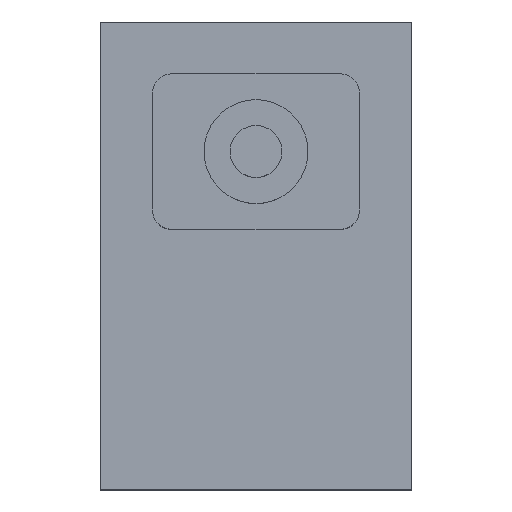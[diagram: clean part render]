
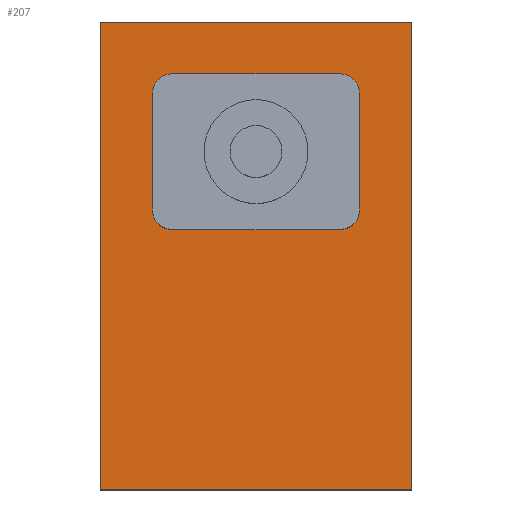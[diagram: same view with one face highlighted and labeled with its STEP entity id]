
A CAD part, top view. The second image highlights one B-rep face of the part: STEP entity #207.
In plain terms, the highlighted planar face has unit normal (0, 0, 1).
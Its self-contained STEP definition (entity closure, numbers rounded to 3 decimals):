
#16 = VERTEX_POINT ( 'NONE', #47 ) ;
#36 = EDGE_CURVE ( 'NONE', #16, #612, #366, .T. ) ;
#47 = CARTESIAN_POINT ( 'NONE',  ( -25., 38., 15. ) ) ;
#53 = ORIENTED_EDGE ( 'NONE', *, *, #318, .F. ) ;
#61 = DIRECTION ( 'NONE',  ( 1., 0., 0. ) ) ;
#75 = LINE ( 'NONE', #746, #316 ) ;
#78 = CARTESIAN_POINT ( 'NONE',  ( -7., 25., 15. ) ) ;
#80 = DIRECTION ( 'NONE',  ( 0., 0., -1. ) ) ;
#97 = ORIENTED_EDGE ( 'NONE', *, *, #920, .T. ) ;
#107 = ORIENTED_EDGE ( 'NONE', *, *, #312, .T. ) ;
#110 = DIRECTION ( 'NONE',  ( 0., -1., 0. ) ) ;
#118 = AXIS2_PLACEMENT_3D ( 'NONE', #828, #80, #840 ) ;
#128 = VERTEX_POINT ( 'NONE', #78 ) ;
#162 = AXIS2_PLACEMENT_3D ( 'NONE', #286, #733, #804 ) ;
#172 = VERTEX_POINT ( 'NONE', #817 ) ;
#199 = VECTOR ( 'NONE', #444, 1000. ) ;
#202 = AXIS2_PLACEMENT_3D ( 'NONE', #579, #947, #206 ) ;
#205 = LINE ( 'NONE', #937, #787 ) ;
#206 = DIRECTION ( 'NONE',  ( 1., 0., 0. ) ) ;
#207 = ADVANCED_FACE ( 'NONE', ( #288, #588 ), #890, .T. ) ;
#229 = EDGE_LOOP ( 'NONE', ( #254, #751, #417, #341 ) ) ;
#233 = ORIENTED_EDGE ( 'NONE', *, *, #803, .F. ) ;
#235 = LINE ( 'NONE', #543, #199 ) ;
#237 = ORIENTED_EDGE ( 'NONE', *, *, #678, .F. ) ;
#254 = ORIENTED_EDGE ( 'NONE', *, *, #398, .T. ) ;
#280 = EDGE_CURVE ( 'NONE', #397, #904, #235, .T. ) ;
#286 = CARTESIAN_POINT ( 'NONE',  ( -7., 27., 15. ) ) ;
#288 = FACE_BOUND ( 'NONE', #830, .T. ) ;
#295 = CARTESIAN_POINT ( 'NONE',  ( -7., 40., 15. ) ) ;
#312 = EDGE_CURVE ( 'NONE', #615, #172, #902, .T. ) ;
#316 = VECTOR ( 'NONE', #467, 1000. ) ;
#318 = EDGE_CURVE ( 'NONE', #615, #128, #75, .T. ) ;
#341 = ORIENTED_EDGE ( 'NONE', *, *, #519, .T. ) ;
#346 = DIRECTION ( 'NONE',  ( 0., 1., 0. ) ) ;
#351 = LINE ( 'NONE', #581, #528 ) ;
#356 = DIRECTION ( 'NONE',  ( -1., 0., 0. ) ) ;
#362 = CARTESIAN_POINT ( 'NONE',  ( 0., 0., 15. ) ) ;
#366 = CIRCLE ( 'NONE', #946, 2. ) ;
#371 = CARTESIAN_POINT ( 'NONE',  ( 0., 0., 15. ) ) ;
#380 = VERTEX_POINT ( 'NONE', #295 ) ;
#397 = VERTEX_POINT ( 'NONE', #863 ) ;
#398 = EDGE_CURVE ( 'NONE', #541, #397, #934, .T. ) ;
#417 = ORIENTED_EDGE ( 'NONE', *, *, #956, .T. ) ;
#425 = CARTESIAN_POINT ( 'NONE',  ( -30., 45., 15. ) ) ;
#444 = DIRECTION ( 'NONE',  ( 1., 0., 0. ) ) ;
#446 = CARTESIAN_POINT ( 'NONE',  ( 0., 45., 15. ) ) ;
#458 = ORIENTED_EDGE ( 'NONE', *, *, #36, .T. ) ;
#463 = CIRCLE ( 'NONE', #202, 2. ) ;
#467 = DIRECTION ( 'NONE',  ( 1., 0., 0. ) ) ;
#468 = VERTEX_POINT ( 'NONE', #631 ) ;
#500 = CARTESIAN_POINT ( 'NONE',  ( -30., 45., 15. ) ) ;
#514 = DIRECTION ( 'NONE',  ( 0., 0., -1. ) ) ;
#519 = EDGE_CURVE ( 'NONE', #468, #541, #954, .T. ) ;
#520 = DIRECTION ( 'NONE',  ( 0., 0., 1. ) ) ;
#528 = VECTOR ( 'NONE', #812, 1000. ) ;
#535 = VERTEX_POINT ( 'NONE', #798 ) ;
#541 = VERTEX_POINT ( 'NONE', #500 ) ;
#543 = CARTESIAN_POINT ( 'NONE',  ( -30., 0., 15. ) ) ;
#550 = ORIENTED_EDGE ( 'NONE', *, *, #551, .T. ) ;
#551 = EDGE_CURVE ( 'NONE', #823, #128, #867, .T. ) ;
#562 = DIRECTION ( 'NONE',  ( -1., 0., 0. ) ) ;
#564 = EDGE_CURVE ( 'NONE', #16, #172, #351, .T. ) ;
#579 = CARTESIAN_POINT ( 'NONE',  ( -7., 38., 15. ) ) ;
#581 = CARTESIAN_POINT ( 'NONE',  ( -25., 40., 15. ) ) ;
#588 = FACE_OUTER_BOUND ( 'NONE', #229, .T. ) ;
#611 = CARTESIAN_POINT ( 'NONE',  ( -5., 27., 15. ) ) ;
#612 = VERTEX_POINT ( 'NONE', #886 ) ;
#615 = VERTEX_POINT ( 'NONE', #642 ) ;
#631 = CARTESIAN_POINT ( 'NONE',  ( 0., 45., 15. ) ) ;
#642 = CARTESIAN_POINT ( 'NONE',  ( -23., 25., 15. ) ) ;
#678 = EDGE_CURVE ( 'NONE', #380, #612, #205, .T. ) ;
#689 = AXIS2_PLACEMENT_3D ( 'NONE', #362, #520, #884 ) ;
#712 = LINE ( 'NONE', #789, #716 ) ;
#716 = VECTOR ( 'NONE', #862, 1000. ) ;
#723 = CARTESIAN_POINT ( 'NONE',  ( -30., 45., 15. ) ) ;
#733 = DIRECTION ( 'NONE',  ( 0., 0., -1. ) ) ;
#746 = CARTESIAN_POINT ( 'NONE',  ( -25., 25., 15. ) ) ;
#751 = ORIENTED_EDGE ( 'NONE', *, *, #280, .T. ) ;
#787 = VECTOR ( 'NONE', #562, 1000. ) ;
#789 = CARTESIAN_POINT ( 'NONE',  ( -5., 40., 15. ) ) ;
#798 = CARTESIAN_POINT ( 'NONE',  ( -5., 38., 15. ) ) ;
#803 = EDGE_CURVE ( 'NONE', #823, #535, #712, .T. ) ;
#804 = DIRECTION ( 'NONE',  ( 1., 0., 0. ) ) ;
#809 = VECTOR ( 'NONE', #356, 1000. ) ;
#812 = DIRECTION ( 'NONE',  ( 0., -1., 0. ) ) ;
#817 = CARTESIAN_POINT ( 'NONE',  ( -25., 27., 15. ) ) ;
#823 = VERTEX_POINT ( 'NONE', #611 ) ;
#828 = CARTESIAN_POINT ( 'NONE',  ( -23., 27., 15. ) ) ;
#830 = EDGE_LOOP ( 'NONE', ( #870, #458, #237, #97, #233, #550, #53, #107 ) ) ;
#840 = DIRECTION ( 'NONE',  ( 1., 0., 0. ) ) ;
#862 = DIRECTION ( 'NONE',  ( 0., 1., 0. ) ) ;
#863 = CARTESIAN_POINT ( 'NONE',  ( -30., 0., 15. ) ) ;
#867 = CIRCLE ( 'NONE', #162, 2. ) ;
#870 = ORIENTED_EDGE ( 'NONE', *, *, #564, .F. ) ;
#876 = LINE ( 'NONE', #446, #900 ) ;
#883 = CARTESIAN_POINT ( 'NONE',  ( -23., 38., 15. ) ) ;
#884 = DIRECTION ( 'NONE',  ( 1., 0., 0. ) ) ;
#886 = CARTESIAN_POINT ( 'NONE',  ( -23., 40., 15. ) ) ;
#890 = PLANE ( 'NONE',  #689 ) ;
#900 = VECTOR ( 'NONE', #346, 1000. ) ;
#902 = CIRCLE ( 'NONE', #118, 2. ) ;
#904 = VERTEX_POINT ( 'NONE', #371 ) ;
#920 = EDGE_CURVE ( 'NONE', #380, #535, #463, .T. ) ;
#924 = VECTOR ( 'NONE', #110, 1000. ) ;
#934 = LINE ( 'NONE', #723, #924 ) ;
#937 = CARTESIAN_POINT ( 'NONE',  ( -25., 40., 15. ) ) ;
#946 = AXIS2_PLACEMENT_3D ( 'NONE', #883, #514, #61 ) ;
#947 = DIRECTION ( 'NONE',  ( 0., 0., -1. ) ) ;
#954 = LINE ( 'NONE', #425, #809 ) ;
#956 = EDGE_CURVE ( 'NONE', #904, #468, #876, .T. ) ;
